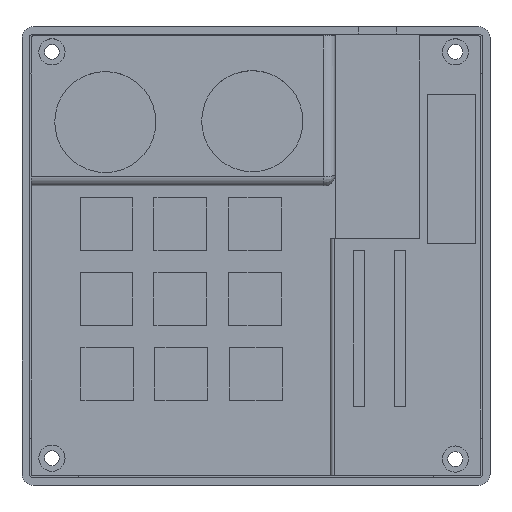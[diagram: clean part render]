
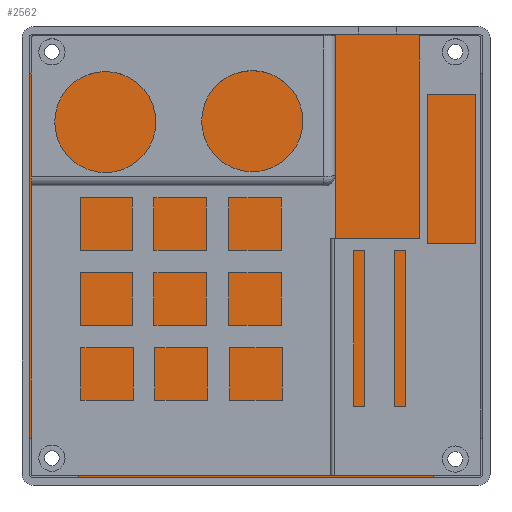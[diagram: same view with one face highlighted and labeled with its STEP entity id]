
A CAD part, top view. The second image highlights one B-rep face of the part: STEP entity #2562.
In plain terms, the highlighted planar face has unit normal (0, 0, 1).
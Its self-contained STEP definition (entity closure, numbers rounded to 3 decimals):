
#161=PLANE('',#2759);
#404=LINE('',#4060,#698);
#414=LINE('',#4081,#708);
#421=LINE('',#4097,#715);
#424=LINE('',#4104,#718);
#428=LINE('',#4111,#722);
#431=LINE('',#4121,#725);
#434=LINE('',#4127,#728);
#438=LINE('',#4139,#732);
#441=LINE('',#4144,#735);
#443=LINE('',#4151,#737);
#446=LINE('',#4156,#740);
#449=LINE('',#4163,#743);
#698=VECTOR('',#3305,10.);
#708=VECTOR('',#3321,10.);
#715=VECTOR('',#3334,10.);
#718=VECTOR('',#3339,10.);
#722=VECTOR('',#3345,10.);
#725=VECTOR('',#3356,10.);
#728=VECTOR('',#3361,10.);
#732=VECTOR('',#3373,10.);
#735=VECTOR('',#3378,10.);
#737=VECTOR('',#3386,10.);
#740=VECTOR('',#3391,10.);
#743=VECTOR('',#3400,10.);
#899=FACE_OUTER_BOUND('',#1072,.T.);
#1072=EDGE_LOOP('',(#2375,#2376,#2377,#2378,#2379,#2380,#2381,#2382,#2383,
#2384,#2385,#2386));
#1343=VERTEX_POINT('',#4057);
#1344=VERTEX_POINT('',#4059);
#1351=VERTEX_POINT('',#4078);
#1352=VERTEX_POINT('',#4080);
#1357=VERTEX_POINT('',#4094);
#1358=VERTEX_POINT('',#4096);
#1360=VERTEX_POINT('',#4102);
#1361=VERTEX_POINT('',#4103);
#1366=VERTEX_POINT('',#4120);
#1368=VERTEX_POINT('',#4126);
#1372=VERTEX_POINT('',#4138);
#1375=VERTEX_POINT('',#4150);
#1668=EDGE_CURVE('',#1343,#1344,#404,.T.);
#1679=EDGE_CURVE('',#1351,#1352,#414,.T.);
#1687=EDGE_CURVE('',#1357,#1358,#421,.T.);
#1690=EDGE_CURVE('',#1360,#1361,#424,.T.);
#1694=EDGE_CURVE('',#1361,#1344,#428,.T.);
#1699=EDGE_CURVE('',#1357,#1366,#431,.T.);
#1702=EDGE_CURVE('',#1366,#1368,#434,.T.);
#1708=EDGE_CURVE('',#1343,#1372,#438,.T.);
#1711=EDGE_CURVE('',#1372,#1352,#441,.T.);
#1714=EDGE_CURVE('',#1351,#1375,#443,.T.);
#1717=EDGE_CURVE('',#1375,#1358,#446,.T.);
#1721=EDGE_CURVE('',#1360,#1368,#449,.T.);
#2375=ORIENTED_EDGE('',*,*,#1690,.T.);
#2376=ORIENTED_EDGE('',*,*,#1694,.T.);
#2377=ORIENTED_EDGE('',*,*,#1668,.F.);
#2378=ORIENTED_EDGE('',*,*,#1708,.T.);
#2379=ORIENTED_EDGE('',*,*,#1711,.T.);
#2380=ORIENTED_EDGE('',*,*,#1679,.F.);
#2381=ORIENTED_EDGE('',*,*,#1714,.T.);
#2382=ORIENTED_EDGE('',*,*,#1717,.T.);
#2383=ORIENTED_EDGE('',*,*,#1687,.F.);
#2384=ORIENTED_EDGE('',*,*,#1699,.T.);
#2385=ORIENTED_EDGE('',*,*,#1702,.T.);
#2386=ORIENTED_EDGE('',*,*,#1721,.F.);
#2562=ADVANCED_FACE('',(#899),#161,.T.);
#2759=AXIS2_PLACEMENT_3D('',#4165,#3402,#3403);
#3305=DIRECTION('',(1.,0.,0.));
#3321=DIRECTION('',(0.,1.,0.));
#3334=DIRECTION('',(-1.,0.,0.));
#3339=DIRECTION('',(-1.,0.,0.));
#3345=DIRECTION('',(0.,1.,0.));
#3356=DIRECTION('',(0.,1.,0.));
#3361=DIRECTION('',(1.,0.,0.));
#3373=DIRECTION('',(0.,-1.,0.));
#3378=DIRECTION('',(-1.,0.,0.));
#3386=DIRECTION('',(1.,0.,0.));
#3391=DIRECTION('',(0.,-1.,0.));
#3400=DIRECTION('',(0.,-1.,0.));
#3402=DIRECTION('center_axis',(0.,0.,1.));
#3403=DIRECTION('ref_axis',(1.,0.,0.));
#4057=CARTESIAN_POINT('',(69.974,-39.5,-1.8));
#4059=CARTESIAN_POINT('',(165.026,-39.5,-1.8));
#4060=CARTESIAN_POINT('',(87.75,-39.5,-1.8));
#4078=CARTESIAN_POINT('',(57.,-147.5,-1.8));
#4080=CARTESIAN_POINT('',(57.,-50.,-1.8));
#4081=CARTESIAN_POINT('',(57.,-127.875,-1.8));
#4094=CARTESIAN_POINT('',(165.026,-158.,-1.8));
#4096=CARTESIAN_POINT('',(69.974,-158.,-1.8));
#4097=CARTESIAN_POINT('',(147.25,-158.,-1.8));
#4102=CARTESIAN_POINT('',(178.,-50.,-1.8));
#4103=CARTESIAN_POINT('',(165.026,-50.,-1.8));
#4104=CARTESIAN_POINT('',(141.263,-50.,-1.8));
#4111=CARTESIAN_POINT('',(165.026,-69.125,-1.8));
#4120=CARTESIAN_POINT('',(165.026,-147.5,-1.8));
#4121=CARTESIAN_POINT('',(165.026,-123.125,-1.8));
#4126=CARTESIAN_POINT('',(178.,-147.5,-1.8));
#4127=CARTESIAN_POINT('',(147.75,-147.5,-1.8));
#4138=CARTESIAN_POINT('',(69.974,-50.,-1.8));
#4139=CARTESIAN_POINT('',(69.974,-74.375,-1.8));
#4144=CARTESIAN_POINT('',(87.25,-50.,-1.8));
#4150=CARTESIAN_POINT('',(69.974,-147.5,-1.8));
#4151=CARTESIAN_POINT('',(93.737,-147.5,-1.8));
#4156=CARTESIAN_POINT('',(69.974,-128.375,-1.8));
#4163=CARTESIAN_POINT('',(178.,-69.625,-1.8));
#4165=CARTESIAN_POINT('Origin',(117.5,-98.75,-1.8));
